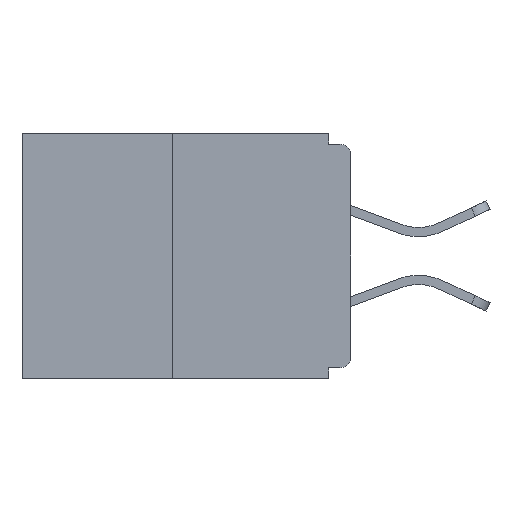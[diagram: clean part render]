
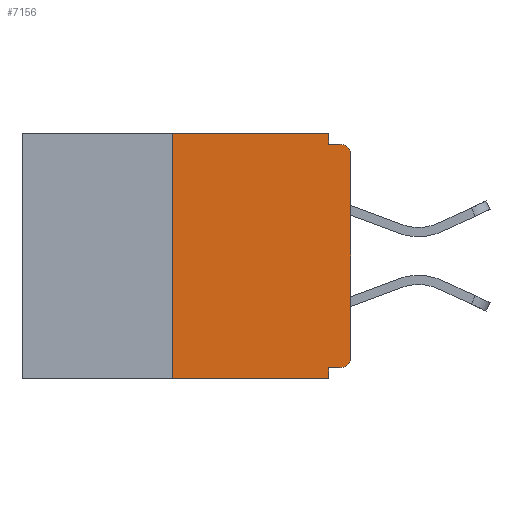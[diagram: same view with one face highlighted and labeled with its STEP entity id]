
A CAD part, left-side view. The second image highlights one B-rep face of the part: STEP entity #7156.
In plain terms, the highlighted planar face has unit normal (-1, 0, 0).
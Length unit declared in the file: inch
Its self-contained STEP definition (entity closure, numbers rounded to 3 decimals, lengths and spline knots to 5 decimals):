
#91 = CARTESIAN_POINT ( 'NONE',  ( 0., 0., -0.328 ) ) ;
#164 = EDGE_CURVE ( 'NONE', #5420, #7338, #4465, .T. ) ;
#402 = EDGE_LOOP ( 'NONE', ( #2343, #7594, #12882, #12970, #1334, #4977, #10912, #10263, #8284, #14790 ) ) ;
#455 = VERTEX_POINT ( 'NONE', #12524 ) ;
#789 = CARTESIAN_POINT ( 'NONE',  ( 0., 0.015, -0.03 ) ) ;
#846 = AXIS2_PLACEMENT_3D ( 'NONE', #2568, #18063, #1340 ) ;
#956 = EDGE_CURVE ( 'NONE', #5895, #9341, #17318, .T. ) ;
#1036 = EDGE_CURVE ( 'NONE', #8337, #9341, #9041, .T. ) ;
#1178 = VECTOR ( 'NONE', #16782, 39.37008 ) ;
#1334 = ORIENTED_EDGE ( 'NONE', *, *, #17521, .F. ) ;
#1340 = DIRECTION ( 'NONE',  ( 0., 0., -1. ) ) ;
#1347 = CARTESIAN_POINT ( 'NONE',  ( 0., 0., -0.313 ) ) ;
#1390 = CARTESIAN_POINT ( 'NONE',  ( 0., 0.015, -0.015 ) ) ;
#1792 = CARTESIAN_POINT ( 'NONE',  ( 0., 0., 0. ) ) ;
#1821 = VECTOR ( 'NONE', #4197, 39.37008 ) ;
#1917 = DIRECTION ( 'NONE',  ( 0., 0., 1. ) ) ;
#1956 = DIRECTION ( 'NONE',  ( 0., 0., -1. ) ) ;
#2343 = ORIENTED_EDGE ( 'NONE', *, *, #16161, .F. ) ;
#2568 = CARTESIAN_POINT ( 'NONE',  ( 0., 0.015, -0.313 ) ) ;
#3057 = CARTESIAN_POINT ( 'NONE',  ( 0., 0.46, 0. ) ) ;
#3666 = CARTESIAN_POINT ( 'NONE',  ( 0., 0.25, 0. ) ) ;
#4197 = DIRECTION ( 'NONE',  ( 0., -1., 0. ) ) ;
#4465 = LINE ( 'NONE', #13094, #6857 ) ;
#4864 = VECTOR ( 'NONE', #8530, 39.37008 ) ;
#4916 = LINE ( 'NONE', #3057, #1178 ) ;
#4977 = ORIENTED_EDGE ( 'NONE', *, *, #11766, .T. ) ;
#5367 = VERTEX_POINT ( 'NONE', #11869 ) ;
#5420 = VERTEX_POINT ( 'NONE', #16166 ) ;
#5895 = VERTEX_POINT ( 'NONE', #14436 ) ;
#5903 = EDGE_CURVE ( 'NONE', #18035, #5367, #17617, .T. ) ;
#6448 = VECTOR ( 'NONE', #17498, 39.37008 ) ;
#6857 = VECTOR ( 'NONE', #17584, 39.37008 ) ;
#6900 = LINE ( 'NONE', #11007, #10399 ) ;
#7156 = ADVANCED_FACE ( 'NONE', ( #16913 ), #11639, .F. ) ;
#7338 = VERTEX_POINT ( 'NONE', #11929 ) ;
#7419 = CARTESIAN_POINT ( 'NONE',  ( 0., 0.46, 0. ) ) ;
#7482 = CARTESIAN_POINT ( 'NONE',  ( 0., 0.25, -0.343 ) ) ;
#7594 = ORIENTED_EDGE ( 'NONE', *, *, #15828, .F. ) ;
#7614 = CARTESIAN_POINT ( 'NONE',  ( 0., 0.031, -0.343 ) ) ;
#7704 = AXIS2_PLACEMENT_3D ( 'NONE', #789, #10563, #13364 ) ;
#7984 = DIRECTION ( 'NONE',  ( 0., -1., 0. ) ) ;
#8284 = ORIENTED_EDGE ( 'NONE', *, *, #13368, .F. ) ;
#8337 = VERTEX_POINT ( 'NONE', #7482 ) ;
#8530 = DIRECTION ( 'NONE',  ( 0., 1., 0. ) ) ;
#8991 = AXIS2_PLACEMENT_3D ( 'NONE', #7419, #9058, #1956 ) ;
#9041 = LINE ( 'NONE', #15124, #1821 ) ;
#9058 = DIRECTION ( 'NONE',  ( 1., 0., 0. ) ) ;
#9341 = VERTEX_POINT ( 'NONE', #7614 ) ;
#10171 = LINE ( 'NONE', #3666, #6448 ) ;
#10263 = ORIENTED_EDGE ( 'NONE', *, *, #16431, .T. ) ;
#10399 = VECTOR ( 'NONE', #7984, 39.37008 ) ;
#10563 = DIRECTION ( 'NONE',  ( -1., 0., 0. ) ) ;
#10912 = ORIENTED_EDGE ( 'NONE', *, *, #5903, .T. ) ;
#11007 = CARTESIAN_POINT ( 'NONE',  ( 0., 0., -0.015 ) ) ;
#11639 = PLANE ( 'NONE',  #8991 ) ;
#11766 = EDGE_CURVE ( 'NONE', #15933, #18035, #16346, .T. ) ;
#11869 = CARTESIAN_POINT ( 'NONE',  ( 0., 0., -0.03 ) ) ;
#11929 = CARTESIAN_POINT ( 'NONE',  ( 0., 0.031, -0.015 ) ) ;
#12208 = CARTESIAN_POINT ( 'NONE',  ( 0., 0.031, -0.343 ) ) ;
#12524 = CARTESIAN_POINT ( 'NONE',  ( 0., 0.25, 0. ) ) ;
#12718 = LINE ( 'NONE', #91, #4864 ) ;
#12838 = VECTOR ( 'NONE', #1917, 39.37008 ) ;
#12882 = ORIENTED_EDGE ( 'NONE', *, *, #1036, .T. ) ;
#12970 = ORIENTED_EDGE ( 'NONE', *, *, #956, .F. ) ;
#13094 = CARTESIAN_POINT ( 'NONE',  ( 0., 0.031, 0. ) ) ;
#13364 = DIRECTION ( 'NONE',  ( 0., 0., -1. ) ) ;
#13368 = EDGE_CURVE ( 'NONE', #7338, #16005, #6900, .T. ) ;
#14436 = CARTESIAN_POINT ( 'NONE',  ( 0., 0.031, -0.328 ) ) ;
#14790 = ORIENTED_EDGE ( 'NONE', *, *, #164, .F. ) ;
#15124 = CARTESIAN_POINT ( 'NONE',  ( 0., 0.46, -0.343 ) ) ;
#15583 = CIRCLE ( 'NONE', #7704, 0.015 ) ;
#15828 = EDGE_CURVE ( 'NONE', #8337, #455, #10171, .T. ) ;
#15933 = VERTEX_POINT ( 'NONE', #17928 ) ;
#16005 = VERTEX_POINT ( 'NONE', #1390 ) ;
#16161 = EDGE_CURVE ( 'NONE', #455, #5420, #4916, .T. ) ;
#16166 = CARTESIAN_POINT ( 'NONE',  ( 0., 0.031, 0. ) ) ;
#16346 = CIRCLE ( 'NONE', #846, 0.015 ) ;
#16431 = EDGE_CURVE ( 'NONE', #5367, #16005, #15583, .T. ) ;
#16782 = DIRECTION ( 'NONE',  ( 0., -1., 0. ) ) ;
#16885 = VECTOR ( 'NONE', #17673, 39.37008 ) ;
#16913 = FACE_OUTER_BOUND ( 'NONE', #402, .T. ) ;
#17318 = LINE ( 'NONE', #12208, #16885 ) ;
#17498 = DIRECTION ( 'NONE',  ( 0., 0., 1. ) ) ;
#17521 = EDGE_CURVE ( 'NONE', #15933, #5895, #12718, .T. ) ;
#17584 = DIRECTION ( 'NONE',  ( 0., 0., -1. ) ) ;
#17617 = LINE ( 'NONE', #1792, #12838 ) ;
#17673 = DIRECTION ( 'NONE',  ( 0., 0., -1. ) ) ;
#17928 = CARTESIAN_POINT ( 'NONE',  ( 0., 0.015, -0.328 ) ) ;
#18035 = VERTEX_POINT ( 'NONE', #1347 ) ;
#18063 = DIRECTION ( 'NONE',  ( -1., 0., 0. ) ) ;
